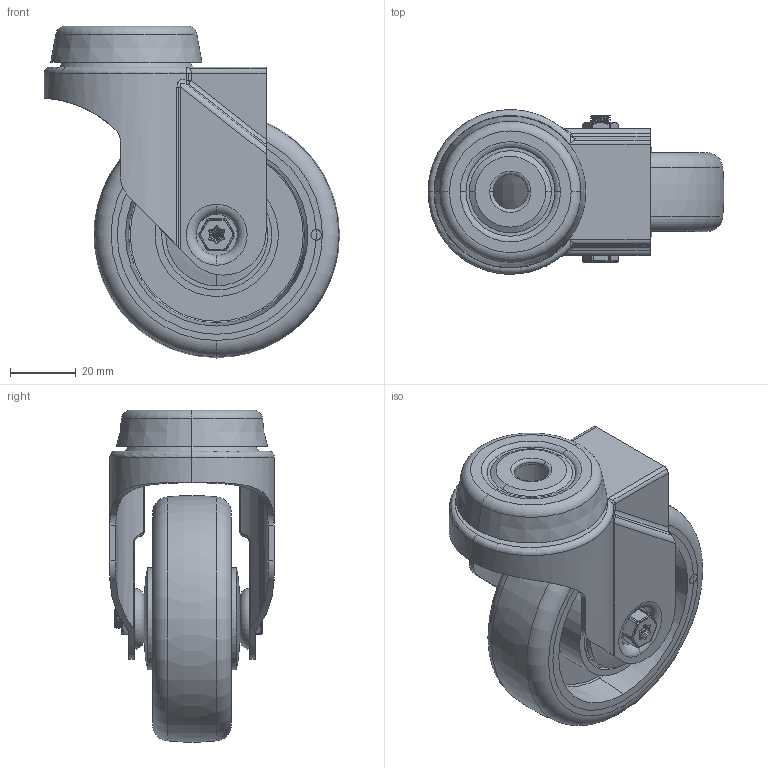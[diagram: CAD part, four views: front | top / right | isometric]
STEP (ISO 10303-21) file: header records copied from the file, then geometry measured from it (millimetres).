
FILE_DESCRIPTION(('STEP AP203'),'1');
FILE_NAME('BZRA75GRECBJBH10.STEP','2023-06-01T10:44:52',(' '),(' '),'Spatial InterOp 3D',' ',' ');
FILE_SCHEMA(('CONFIG_CONTROL_DESIGN'));
Length unit declared in the file: metre
Products named in the file (19): BZRA75ASBH10; ZINC PLATED PRESSED STEEL FORKS; ZINC PLATED PRESSED STEEL HEAD; BZRA75GRECBJBH10; ELECTRICALLY CONDUCTIVE RUBBER TYRE; ELECTRICALLY CONDUCTIVE RUBBER TYRE Geometry; EC SPOT; SSL75WGRECBJM6; POLYPROPYLENE RIM; BEARING S608; Component1; Pattern; Component2; Component3; CAP; BOLTBZRA6MM; ZINC PLATED AXLE BOLT; NM6GR8HALFGR8; ZINC PLATED LOCKING NUT
Assembly tree (24 placements, depth 5):
  BZRA75GRECBJBH10
    BZRA75ASBH10
      ZINC PLATED PRESSED STEEL FORKS
      ZINC PLATED PRESSED STEEL HEAD
    SSL75WGRECBJM6
      ELECTRICALLY CONDUCTIVE RUBBER TYRE
        ELECTRICALLY CONDUCTIVE RUBBER TYRE Geometry
        EC SPOT
      POLYPROPYLENE RIM
      BEARING S608
        Component1
        Pattern
          Component2  x6
        Component3
      CAP  x2
    BOLTBZRA6MM
      ZINC PLATED AXLE BOLT
    NM6GR8HALFGR8
      ZINC PLATED LOCKING NUT
Bounding box: 89.96 x 50 x 100.96 mm (x, y, z)
Volume: 95768.1 mm3; surface area: 65908.4 mm2
Topology: 19 solids, 19 shells, 544 faces, 1275 edges, 771 vertices
Faces by surface type: cylinder 249, torus 100, plane 90, cone 48, bspline 42, sphere 15
Entity records: 35295 total; most frequent: CARTESIAN_POINT 22493, DIRECTION 2672, ORIENTED_EDGE 2374, EDGE_CURVE 1187, AXIS2_PLACEMENT_3D 1167, VERTEX_POINT 735, CIRCLE 647, EDGE_LOOP 570
